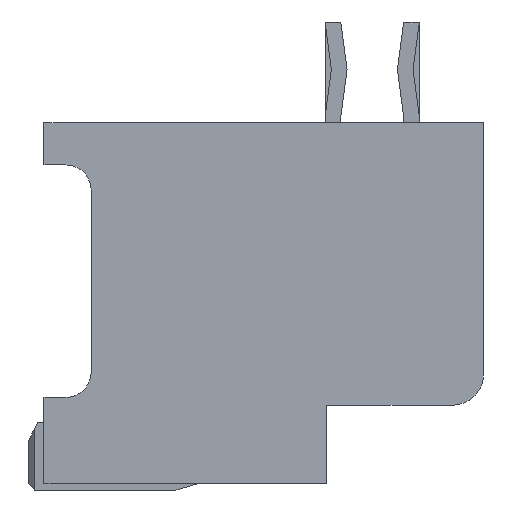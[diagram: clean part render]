
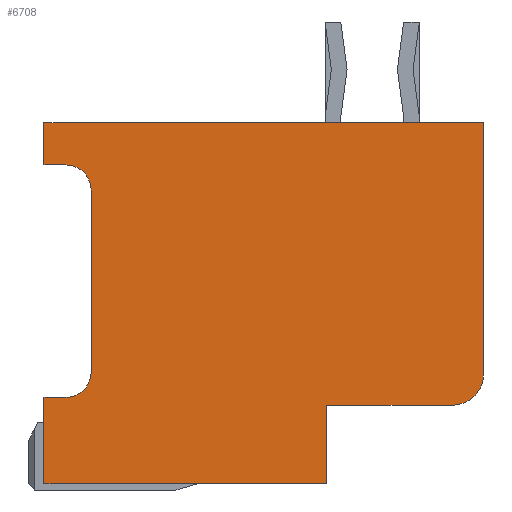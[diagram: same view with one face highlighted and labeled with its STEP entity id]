
A CAD part, left-side view. The second image highlights one B-rep face of the part: STEP entity #6708.
In plain terms, the highlighted planar face has unit normal (-1, 0, 0).
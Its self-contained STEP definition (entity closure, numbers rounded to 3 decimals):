
#52=FACE_OUTER_BOUND('',#414,.T.);
#414=EDGE_LOOP('',(#4382,#4383,#4384,#4385,#4386,#4387,#4388,#4389,#4390,
#4391,#4392,#4393,#4394));
#791=CIRCLE('',#7091,0.8);
#792=CIRCLE('',#7092,0.8);
#793=CIRCLE('',#7093,1.);
#825=LINE('',#9243,#1784);
#826=LINE('',#9245,#1785);
#827=LINE('',#9247,#1786);
#828=LINE('',#9251,#1787);
#829=LINE('',#9255,#1788);
#830=LINE('',#9257,#1789);
#831=LINE('',#9259,#1790);
#832=LINE('',#9261,#1791);
#833=LINE('',#9263,#1792);
#834=LINE('',#9266,#1793);
#1784=VECTOR('',#7490,14.);
#1785=VECTOR('',#7491,1.35);
#1786=VECTOR('',#7492,0.7);
#1787=VECTOR('',#7495,5.8);
#1788=VECTOR('',#7498,0.7);
#1789=VECTOR('',#7499,2.75);
#1790=VECTOR('',#7500,9.);
#1791=VECTOR('',#7501,2.5);
#1792=VECTOR('',#7502,4.);
#1793=VECTOR('',#7505,8.);
#2743=VERTEX_POINT('',#9241);
#2744=VERTEX_POINT('',#9242);
#2745=VERTEX_POINT('',#9244);
#2746=VERTEX_POINT('',#9246);
#2747=VERTEX_POINT('',#9248);
#2748=VERTEX_POINT('',#9250);
#2749=VERTEX_POINT('',#9252);
#2750=VERTEX_POINT('',#9254);
#2751=VERTEX_POINT('',#9256);
#2752=VERTEX_POINT('',#9258);
#2753=VERTEX_POINT('',#9260);
#2754=VERTEX_POINT('',#9262);
#2755=VERTEX_POINT('',#9264);
#3389=EDGE_CURVE('',#2743,#2744,#825,.T.);
#3390=EDGE_CURVE('',#2745,#2743,#826,.T.);
#3391=EDGE_CURVE('',#2746,#2745,#827,.T.);
#3392=EDGE_CURVE('',#2747,#2746,#791,.T.);
#3393=EDGE_CURVE('',#2748,#2747,#828,.T.);
#3394=EDGE_CURVE('',#2749,#2748,#792,.T.);
#3395=EDGE_CURVE('',#2750,#2749,#829,.T.);
#3396=EDGE_CURVE('',#2751,#2750,#830,.T.);
#3397=EDGE_CURVE('',#2752,#2751,#831,.T.);
#3398=EDGE_CURVE('',#2753,#2752,#832,.T.);
#3399=EDGE_CURVE('',#2754,#2753,#833,.T.);
#3400=EDGE_CURVE('',#2755,#2754,#793,.T.);
#3401=EDGE_CURVE('',#2744,#2755,#834,.T.);
#4382=ORIENTED_EDGE('',*,*,#3389,.F.);
#4383=ORIENTED_EDGE('',*,*,#3390,.F.);
#4384=ORIENTED_EDGE('',*,*,#3391,.F.);
#4385=ORIENTED_EDGE('',*,*,#3392,.F.);
#4386=ORIENTED_EDGE('',*,*,#3393,.F.);
#4387=ORIENTED_EDGE('',*,*,#3394,.F.);
#4388=ORIENTED_EDGE('',*,*,#3395,.F.);
#4389=ORIENTED_EDGE('',*,*,#3396,.F.);
#4390=ORIENTED_EDGE('',*,*,#3397,.F.);
#4391=ORIENTED_EDGE('',*,*,#3398,.F.);
#4392=ORIENTED_EDGE('',*,*,#3399,.F.);
#4393=ORIENTED_EDGE('',*,*,#3400,.F.);
#4394=ORIENTED_EDGE('',*,*,#3401,.F.);
#6368=PLANE('',#7090);
#6708=ADVANCED_FACE('',(#52),#6368,.F.);
#7090=AXIS2_PLACEMENT_3D('',#9240,#7488,#7489);
#7091=AXIS2_PLACEMENT_3D('',#9249,#7493,#7494);
#7092=AXIS2_PLACEMENT_3D('',#9253,#7496,#7497);
#7093=AXIS2_PLACEMENT_3D('',#9265,#7503,#7504);
#7488=DIRECTION('center_axis',(1.,0.,0.));
#7489=DIRECTION('ref_axis',(0.,0.,-1.));
#7490=DIRECTION('',(0.,-1.,0.));
#7491=DIRECTION('',(0.,0.,1.));
#7492=DIRECTION('',(0.,1.,0.));
#7493=DIRECTION('center_axis',(-1.,0.,0.));
#7494=DIRECTION('ref_axis',(0.,-1.,0.));
#7495=DIRECTION('',(0.,0.,1.));
#7496=DIRECTION('center_axis',(-1.,0.,0.));
#7497=DIRECTION('ref_axis',(0.,0.,-1.));
#7498=DIRECTION('',(0.,-1.,0.));
#7499=DIRECTION('',(0.,0.,1.));
#7500=DIRECTION('',(0.,1.,0.));
#7501=DIRECTION('',(0.,0.,-1.));
#7502=DIRECTION('',(0.,1.,0.));
#7503=DIRECTION('center_axis',(1.,0.,0.));
#7504=DIRECTION('ref_axis',(0.,-1.,0.));
#7505=DIRECTION('',(0.,0.,-1.));
#9240=CARTESIAN_POINT('Origin',(-6.7,0.,0.));
#9241=CARTESIAN_POINT('',(-6.7,7.,5.05));
#9242=CARTESIAN_POINT('',(-6.7,-7.,5.05));
#9243=CARTESIAN_POINT('',(-6.7,7.,5.05));
#9244=CARTESIAN_POINT('',(-6.7,7.,3.7));
#9245=CARTESIAN_POINT('',(-6.7,7.,3.7));
#9246=CARTESIAN_POINT('',(-6.7,6.3,3.7));
#9247=CARTESIAN_POINT('',(-6.7,6.3,3.7));
#9248=CARTESIAN_POINT('',(-6.7,5.5,2.9));
#9249=CARTESIAN_POINT('Origin',(-6.7,6.3,2.9));
#9250=CARTESIAN_POINT('',(-6.7,5.5,-2.9));
#9251=CARTESIAN_POINT('',(-6.7,5.5,-2.9));
#9252=CARTESIAN_POINT('',(-6.7,6.3,-3.7));
#9253=CARTESIAN_POINT('Origin',(-6.7,6.3,-2.9));
#9254=CARTESIAN_POINT('',(-6.7,7.,-3.7));
#9255=CARTESIAN_POINT('',(-6.7,7.,-3.7));
#9256=CARTESIAN_POINT('',(-6.7,7.,-6.45));
#9257=CARTESIAN_POINT('',(-6.7,7.,-6.45));
#9258=CARTESIAN_POINT('',(-6.7,-2.,-6.45));
#9259=CARTESIAN_POINT('',(-6.7,-2.,-6.45));
#9260=CARTESIAN_POINT('',(-6.7,-2.,-3.95));
#9261=CARTESIAN_POINT('',(-6.7,-2.,-3.95));
#9262=CARTESIAN_POINT('',(-6.7,-6.,-3.95));
#9263=CARTESIAN_POINT('',(-6.7,-6.,-3.95));
#9264=CARTESIAN_POINT('',(-6.7,-7.,-2.95));
#9265=CARTESIAN_POINT('Origin',(-6.7,-6.,-2.95));
#9266=CARTESIAN_POINT('',(-6.7,-7.,5.05));
